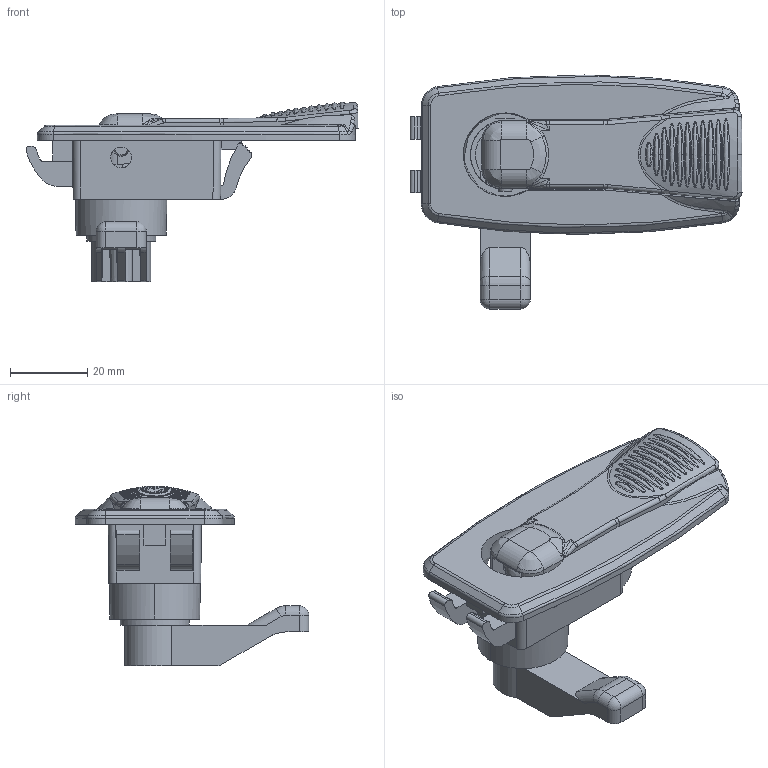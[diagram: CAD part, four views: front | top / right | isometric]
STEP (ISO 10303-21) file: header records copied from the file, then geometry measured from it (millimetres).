
FILE_DESCRIPTION (( 'STEP AP203' ), '1' );
FILE_NAME ('KP02.V1 Fonksiyonel.PLASTIK.STEP', '2022-05-12T08:23:00', ( '' ), ( '' ), 'SwSTEP 2.0', 'SolidWorks 2021', '' );
FILE_SCHEMA (( 'CONFIG_CONTROL_DESIGN' ));
Length unit declared in the file: millimetre
Products named in the file (1): KP02.V1 Fonksiyonel.PLASTIK
Bounding box: 86.16 x 60.7 x 46.66 mm (x, y, z)
Surface area: 18265.5 mm2 (no closed solid volume)
Topology: 0 solids, 6 shells, 378 faces, 1330 edges, 928 vertices
Faces by surface type: bspline 213, plane 104, cylinder 47, cone 6, torus 4, sphere 4
Entity records: 23280 total; most frequent: CARTESIAN_POINT 14178, ORIENTED_EDGE 2219, EDGE_CURVE 1324, DIRECTION 1145, VERTEX_POINT 926, B_SPLINE_CURVE_WITH_KNOTS 541, LINE 457, VECTOR 457
